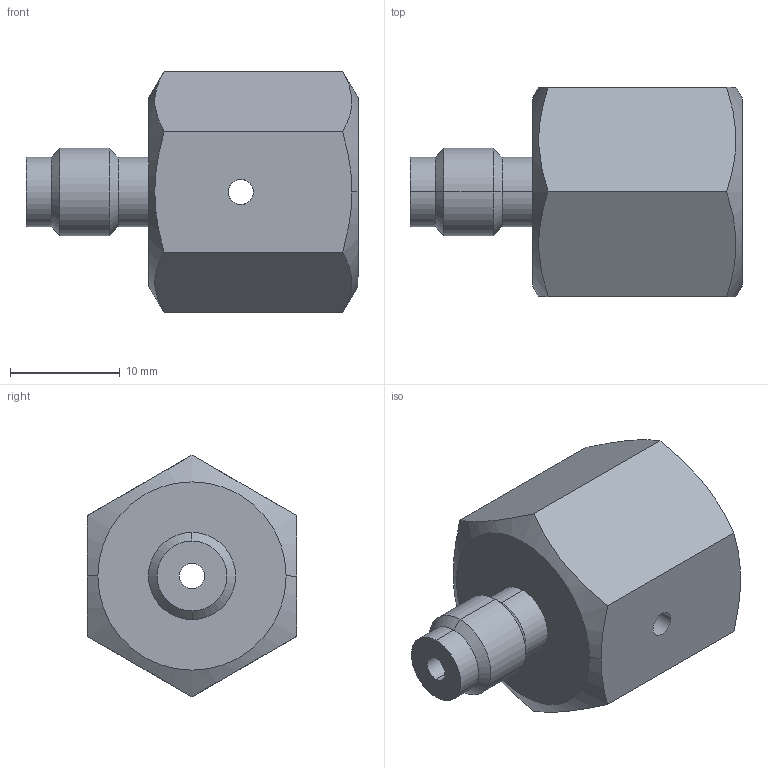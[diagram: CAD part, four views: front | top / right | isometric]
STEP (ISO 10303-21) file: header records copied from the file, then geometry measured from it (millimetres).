
FILE_DESCRIPTION(('starvars output'),'2;1');
FILE_NAME('cv20190718134921000063932.stp','13:49:22 2019/07/18',( 'Thomas Industrial Network Germany GmbH'),( 'Thomas Industrial Network Germany GmbH'),'unknown preprocess','ACIS' ,'unknown authorization');
FILE_SCHEMA(('AUTOMOTIVE_DESIGN_CC2 {UNKNOWN IMPLEMENTATION LEVEL}'));
Length unit declared in the file: millimetre
Products named in the file (2): PRODUCT_ID_1; PRODUCT_ID_2
Bounding box: 30.23 x 19.05 x 22 mm (x, y, z)
Volume: 4566.7 mm3; surface area: 3565.6 mm2
Topology: 2 solids, 2 shells, 58 faces, 141 edges, 87 vertices
Faces by surface type: cylinder 26, cone 18, plane 14
Entity records: 2186 total; most frequent: CARTESIAN_POINT 442, ORIENTED_EDGE 282, DIRECTION 164, EDGE_CURVE 141, VERTEX_POINT 87, EDGE_LOOP 66, FACE_BOUND 66, STYLED_ITEM 60
